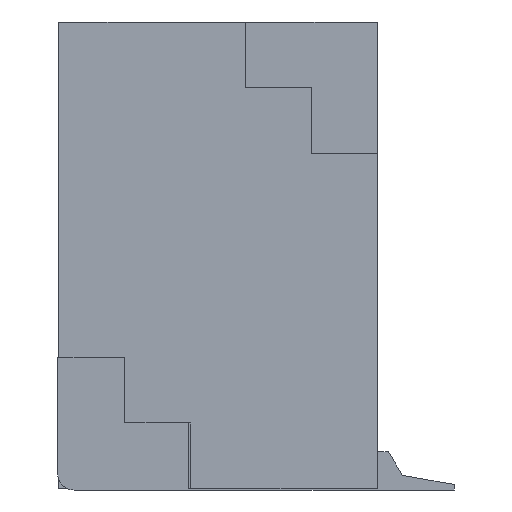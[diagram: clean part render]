
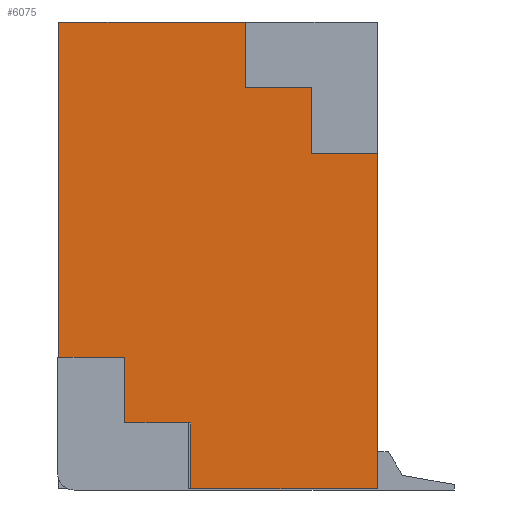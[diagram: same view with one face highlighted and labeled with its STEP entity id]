
A CAD part, left-side view. The second image highlights one B-rep face of the part: STEP entity #6075.
In plain terms, the highlighted planar face has unit normal (-1, 0, 0).
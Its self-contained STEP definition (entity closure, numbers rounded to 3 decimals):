
#166 = VERTEX_POINT ( 'NONE', #351 ) ;
#168 = EDGE_LOOP ( 'NONE', ( #18893, #8776, #7446, #17395, #17934, #12033, #18362, #7886, #21074, #9864, #1158, #13901 ) ) ;
#351 = CARTESIAN_POINT ( 'NONE',  ( -1.5, -1.45, 3.05 ) ) ;
#362 = VERTEX_POINT ( 'NONE', #9738 ) ;
#405 = CARTESIAN_POINT ( 'NONE',  ( -1.5, 0.85, 1.2 ) ) ;
#600 = VERTEX_POINT ( 'NONE', #10614 ) ;
#708 = LINE ( 'NONE', #16141, #3116 ) ;
#747 = FACE_OUTER_BOUND ( 'NONE', #168, .T. ) ;
#764 = EDGE_CURVE ( 'NONE', #166, #15448, #15201, .T. ) ;
#1158 = ORIENTED_EDGE ( 'NONE', *, *, #12457, .F. ) ;
#1579 = DIRECTION ( 'NONE',  ( 0., 0., -1. ) ) ;
#2030 = EDGE_CURVE ( 'NONE', #18609, #6168, #15239, .T. ) ;
#2099 = DIRECTION ( 'NONE',  ( 0., 0., 1. ) ) ;
#2643 = CARTESIAN_POINT ( 'NONE',  ( -1.5, -0.85, 3.05 ) ) ;
#3116 = VECTOR ( 'NONE', #17917, 1000. ) ;
#3208 = CARTESIAN_POINT ( 'NONE',  ( -1.5, -1.45, 4.25 ) ) ;
#3636 = CARTESIAN_POINT ( 'NONE',  ( -1.5, 0.25, 0.6 ) ) ;
#3748 = VECTOR ( 'NONE', #21389, 1000. ) ;
#3761 = EDGE_CURVE ( 'NONE', #20592, #7364, #708, .T. ) ;
#3851 = LINE ( 'NONE', #3636, #19472 ) ;
#3890 = CARTESIAN_POINT ( 'NONE',  ( -1.5, 0.25, 0. ) ) ;
#4120 = LINE ( 'NONE', #7657, #6056 ) ;
#4940 = DIRECTION ( 'NONE',  ( 0., -1., 0. ) ) ;
#5043 = DIRECTION ( 'NONE',  ( 0., -1., 0. ) ) ;
#5061 = AXIS2_PLACEMENT_3D ( 'NONE', #20967, #21070, #7693 ) ;
#5169 = EDGE_CURVE ( 'NONE', #362, #12591, #3851, .T. ) ;
#5229 = EDGE_CURVE ( 'NONE', #12591, #20592, #13897, .T. ) ;
#5502 = DIRECTION ( 'NONE',  ( 0., 1., 0. ) ) ;
#5707 = EDGE_CURVE ( 'NONE', #18609, #7364, #4120, .T. ) ;
#5997 = CARTESIAN_POINT ( 'NONE',  ( -1.5, 0.25, 0. ) ) ;
#6056 = VECTOR ( 'NONE', #19499, 1000. ) ;
#6075 = ADVANCED_FACE ( 'NONE', ( #747 ), #9136, .F. ) ;
#6168 = VERTEX_POINT ( 'NONE', #20717 ) ;
#6190 = LINE ( 'NONE', #21709, #14394 ) ;
#6689 = LINE ( 'NONE', #13423, #17714 ) ;
#7364 = VERTEX_POINT ( 'NONE', #7954 ) ;
#7446 = ORIENTED_EDGE ( 'NONE', *, *, #5229, .F. ) ;
#7609 = VECTOR ( 'NONE', #16542, 1000. ) ;
#7657 = CARTESIAN_POINT ( 'NONE',  ( -1.5, 1.45, 4.25 ) ) ;
#7693 = DIRECTION ( 'NONE',  ( 0., 0., -1. ) ) ;
#7886 = ORIENTED_EDGE ( 'NONE', *, *, #13602, .F. ) ;
#7954 = CARTESIAN_POINT ( 'NONE',  ( -1.5, 1.45, 1.2 ) ) ;
#8146 = CARTESIAN_POINT ( 'NONE',  ( -1.5, -1.45, 3.05 ) ) ;
#8776 = ORIENTED_EDGE ( 'NONE', *, *, #3761, .F. ) ;
#8899 = CARTESIAN_POINT ( 'NONE',  ( -1.5, 1.45, 4.25 ) ) ;
#8929 = LINE ( 'NONE', #5997, #3748 ) ;
#9136 = PLANE ( 'NONE',  #5061 ) ;
#9728 = EDGE_CURVE ( 'NONE', #600, #17392, #21742, .T. ) ;
#9738 = CARTESIAN_POINT ( 'NONE',  ( -1.5, 0.25, 0.6 ) ) ;
#9813 = CARTESIAN_POINT ( 'NONE',  ( -1.5, -0.25, 3.65 ) ) ;
#9864 = ORIENTED_EDGE ( 'NONE', *, *, #9728, .F. ) ;
#9883 = EDGE_CURVE ( 'NONE', #17117, #15448, #6689, .T. ) ;
#9986 = DIRECTION ( 'NONE',  ( 0., -1., 0. ) ) ;
#10614 = CARTESIAN_POINT ( 'NONE',  ( -1.5, -0.25, 3.65 ) ) ;
#11304 = EDGE_CURVE ( 'NONE', #17392, #15950, #18542, .T. ) ;
#11897 = CARTESIAN_POINT ( 'NONE',  ( -1.5, -1.45, 4.25 ) ) ;
#12033 = ORIENTED_EDGE ( 'NONE', *, *, #9883, .T. ) ;
#12223 = VECTOR ( 'NONE', #13437, 1000. ) ;
#12457 = EDGE_CURVE ( 'NONE', #6168, #600, #6190, .T. ) ;
#12591 = VERTEX_POINT ( 'NONE', #17469 ) ;
#13100 = VECTOR ( 'NONE', #2099, 1000. ) ;
#13119 = VECTOR ( 'NONE', #4940, 1000. ) ;
#13423 = CARTESIAN_POINT ( 'NONE',  ( -1.5, -1.45, 0. ) ) ;
#13437 = DIRECTION ( 'NONE',  ( 0., 0., -1. ) ) ;
#13602 = EDGE_CURVE ( 'NONE', #15950, #166, #16532, .T. ) ;
#13687 = VECTOR ( 'NONE', #9986, 1000. ) ;
#13897 = LINE ( 'NONE', #18897, #13100 ) ;
#13901 = ORIENTED_EDGE ( 'NONE', *, *, #2030, .F. ) ;
#14394 = VECTOR ( 'NONE', #1579, 1000. ) ;
#15088 = DIRECTION ( 'NONE',  ( 0., -1., 0. ) ) ;
#15201 = LINE ( 'NONE', #11897, #12223 ) ;
#15239 = LINE ( 'NONE', #3208, #13687 ) ;
#15448 = VERTEX_POINT ( 'NONE', #18442 ) ;
#15950 = VERTEX_POINT ( 'NONE', #2643 ) ;
#16141 = CARTESIAN_POINT ( 'NONE',  ( -1.5, 1.45, 1.2 ) ) ;
#16325 = CARTESIAN_POINT ( 'NONE',  ( -1.5, -0.85, 3.65 ) ) ;
#16532 = LINE ( 'NONE', #8146, #21746 ) ;
#16542 = DIRECTION ( 'NONE',  ( 0., 0., -1. ) ) ;
#17117 = VERTEX_POINT ( 'NONE', #3890 ) ;
#17392 = VERTEX_POINT ( 'NONE', #16325 ) ;
#17395 = ORIENTED_EDGE ( 'NONE', *, *, #5169, .F. ) ;
#17469 = CARTESIAN_POINT ( 'NONE',  ( -1.5, 0.85, 0.6 ) ) ;
#17714 = VECTOR ( 'NONE', #5043, 1000. ) ;
#17917 = DIRECTION ( 'NONE',  ( 0., 1., 0. ) ) ;
#17934 = ORIENTED_EDGE ( 'NONE', *, *, #18833, .F. ) ;
#18086 = CARTESIAN_POINT ( 'NONE',  ( -1.5, -0.85, 3.65 ) ) ;
#18362 = ORIENTED_EDGE ( 'NONE', *, *, #764, .F. ) ;
#18442 = CARTESIAN_POINT ( 'NONE',  ( -1.5, -1.45, 0. ) ) ;
#18542 = LINE ( 'NONE', #18086, #7609 ) ;
#18609 = VERTEX_POINT ( 'NONE', #8899 ) ;
#18833 = EDGE_CURVE ( 'NONE', #17117, #362, #8929, .T. ) ;
#18893 = ORIENTED_EDGE ( 'NONE', *, *, #5707, .T. ) ;
#18897 = CARTESIAN_POINT ( 'NONE',  ( -1.5, 0.85, 0.6 ) ) ;
#19472 = VECTOR ( 'NONE', #5502, 1000. ) ;
#19499 = DIRECTION ( 'NONE',  ( 0., 0., -1. ) ) ;
#20592 = VERTEX_POINT ( 'NONE', #405 ) ;
#20717 = CARTESIAN_POINT ( 'NONE',  ( -1.5, -0.25, 4.25 ) ) ;
#20967 = CARTESIAN_POINT ( 'NONE',  ( -1.5, -1.45, 4.25 ) ) ;
#21070 = DIRECTION ( 'NONE',  ( 1., 0., 0. ) ) ;
#21074 = ORIENTED_EDGE ( 'NONE', *, *, #11304, .F. ) ;
#21389 = DIRECTION ( 'NONE',  ( 0., 0., 1. ) ) ;
#21709 = CARTESIAN_POINT ( 'NONE',  ( -1.5, -0.25, 4.25 ) ) ;
#21742 = LINE ( 'NONE', #9813, #13119 ) ;
#21746 = VECTOR ( 'NONE', #15088, 1000. ) ;
